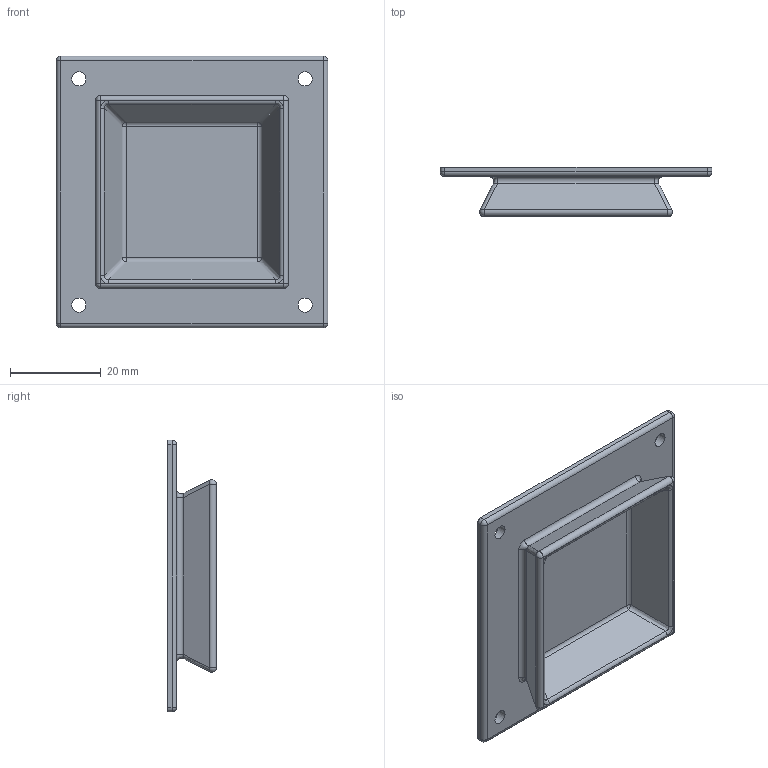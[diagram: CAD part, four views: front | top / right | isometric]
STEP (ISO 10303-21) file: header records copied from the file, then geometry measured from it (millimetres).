
FILE_DESCRIPTION(('FreeCAD Model'),'2;1');
FILE_NAME('Open CASCADE Shape Model','2025-02-10T01:57:53',('Author'),( ''),'Open CASCADE STEP processor 7.6','FreeCAD','Unknown');
FILE_SCHEMA(('AUTOMOTIVE_DESIGN { 1 0 10303 214 1 1 1 1 }'));
Length unit declared in the file: millimetre
Products named in the file (1): TripodHolderBody
Bounding box: 60 x 10.8 x 60 mm (x, y, z)
Volume: 10070.7 mm3; surface area: 10153.7 mm2
Topology: 1 solids, 1 shells, 72 faces, 164 edges, 84 vertices
Faces by surface type: cylinder 28, plane 16, bspline 16, sphere 12
Full cylindrical faces by diameter (mm): 3.15 x4
Entity records: 4945 total; most frequent: CARTESIAN_POINT 2034, DIRECTION 496, ORIENTED_EDGE 304, PCURVE 304, DEFINITIONAL_REPRESENTATION 304, LINE 284, VECTOR 284, EDGE_CURVE 152
